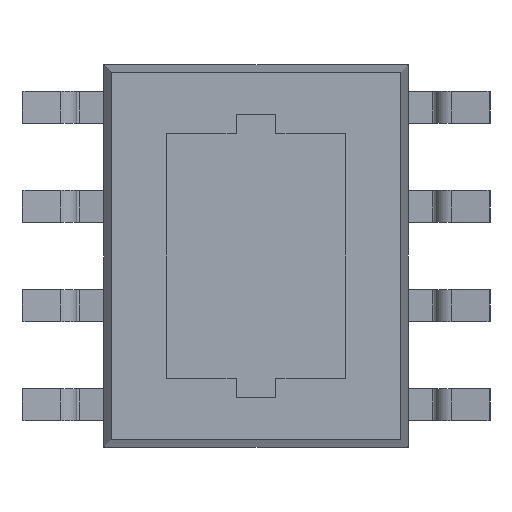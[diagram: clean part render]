
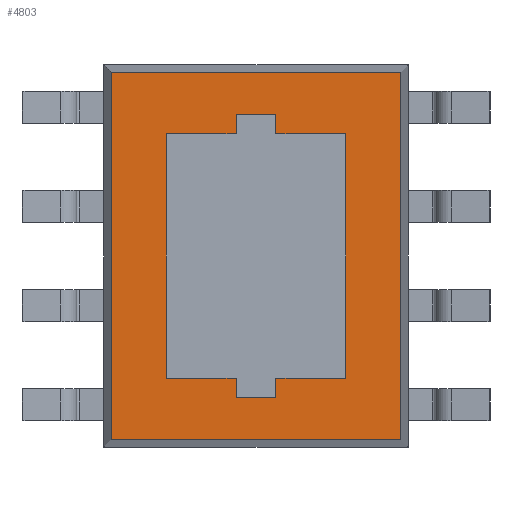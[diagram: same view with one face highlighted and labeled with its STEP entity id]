
A CAD part, front view. The second image highlights one B-rep face of the part: STEP entity #4803.
In plain terms, the highlighted planar face has unit normal (0, -1, 0).
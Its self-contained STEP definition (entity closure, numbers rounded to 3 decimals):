
#2 = EDGE_CURVE ( 'NONE', #2566, #3416, #3893, .T. ) ;
#13 = ORIENTED_EDGE ( 'NONE', *, *, #1424, .F. ) ;
#126 = DIRECTION ( 'NONE',  ( 0., 0., -1. ) ) ;
#224 = CARTESIAN_POINT ( 'NONE',  ( 1.95, 0.15, 2.353 ) ) ;
#261 = ORIENTED_EDGE ( 'NONE', *, *, #3028, .F. ) ;
#431 = CARTESIAN_POINT ( 'NONE',  ( 0.255, 0.15, -1.815 ) ) ;
#475 = VERTEX_POINT ( 'NONE', #3342 ) ;
#519 = EDGE_CURVE ( 'NONE', #1274, #475, #986, .T. ) ;
#526 = DIRECTION ( 'NONE',  ( -1., 0., 0. ) ) ;
#539 = CARTESIAN_POINT ( 'NONE',  ( 1.15, 0.15, -1.565 ) ) ;
#570 = CARTESIAN_POINT ( 'NONE',  ( -1.15, 0.15, -1.565 ) ) ;
#585 = CARTESIAN_POINT ( 'NONE',  ( -1.15, 0.15, -1.565 ) ) ;
#651 = EDGE_CURVE ( 'NONE', #2317, #2566, #3565, .T. ) ;
#684 = EDGE_CURVE ( 'NONE', #3543, #982, #1285, .T. ) ;
#685 = VECTOR ( 'NONE', #4897, 1000. ) ;
#706 = CARTESIAN_POINT ( 'NONE',  ( -0.255, 0.15, -1.565 ) ) ;
#715 = VERTEX_POINT ( 'NONE', #3100 ) ;
#806 = LINE ( 'NONE', #4669, #2007 ) ;
#816 = DIRECTION ( 'NONE',  ( 0., 0., -1. ) ) ;
#862 = EDGE_CURVE ( 'NONE', #982, #3789, #4211, .T. ) ;
#863 = DIRECTION ( 'NONE',  ( 0., 0., -1. ) ) ;
#876 = CARTESIAN_POINT ( 'NONE',  ( -1.853, 0.15, 2.353 ) ) ;
#915 = CARTESIAN_POINT ( 'NONE',  ( 0.255, 0.15, -1.815 ) ) ;
#953 = CARTESIAN_POINT ( 'NONE',  ( 0.255, 0.15, 1.565 ) ) ;
#959 = LINE ( 'NONE', #570, #1736 ) ;
#982 = VERTEX_POINT ( 'NONE', #4492 ) ;
#986 = LINE ( 'NONE', #539, #2001 ) ;
#1119 = CARTESIAN_POINT ( 'NONE',  ( 1.853, 0.15, -2.353 ) ) ;
#1132 = CARTESIAN_POINT ( 'NONE',  ( -0.255, 0.15, 1.565 ) ) ;
#1138 = VECTOR ( 'NONE', #1491, 1000. ) ;
#1149 = ORIENTED_EDGE ( 'NONE', *, *, #4633, .T. ) ;
#1258 = EDGE_CURVE ( 'NONE', #475, #2317, #4878, .T. ) ;
#1259 = ORIENTED_EDGE ( 'NONE', *, *, #4733, .T. ) ;
#1266 = LINE ( 'NONE', #2617, #1138 ) ;
#1274 = VERTEX_POINT ( 'NONE', #2350 ) ;
#1285 = LINE ( 'NONE', #3468, #2910 ) ;
#1315 = EDGE_CURVE ( 'NONE', #4389, #4449, #806, .T. ) ;
#1412 = CARTESIAN_POINT ( 'NONE',  ( -0.255, 0.15, -1.565 ) ) ;
#1424 = EDGE_CURVE ( 'NONE', #2704, #2517, #4745, .T. ) ;
#1440 = CARTESIAN_POINT ( 'NONE',  ( -1.15, 0.15, 1.565 ) ) ;
#1479 = VECTOR ( 'NONE', #3887, 1000. ) ;
#1482 = EDGE_CURVE ( 'NONE', #4075, #1274, #4525, .T. ) ;
#1491 = DIRECTION ( 'NONE',  ( 0., 0., -1. ) ) ;
#1526 = FACE_OUTER_BOUND ( 'NONE', #4383, .T. ) ;
#1604 = CARTESIAN_POINT ( 'NONE',  ( 0., 0.15, 0. ) ) ;
#1629 = DIRECTION ( 'NONE',  ( 0., 0., 1. ) ) ;
#1630 = ORIENTED_EDGE ( 'NONE', *, *, #862, .F. ) ;
#1647 = DIRECTION ( 'NONE',  ( 0., -1., 0. ) ) ;
#1671 = CARTESIAN_POINT ( 'NONE',  ( -0.255, 0.15, 1.815 ) ) ;
#1703 = EDGE_CURVE ( 'NONE', #2699, #715, #3868, .T. ) ;
#1736 = VECTOR ( 'NONE', #126, 1000. ) ;
#1804 = VECTOR ( 'NONE', #3012, 1000. ) ;
#1811 = EDGE_LOOP ( 'NONE', ( #13, #261, #4432, #2749, #3606, #4720, #4015, #3492, #1630, #4484, #2978, #3130 ) ) ;
#1870 = VERTEX_POINT ( 'NONE', #585 ) ;
#1971 = LINE ( 'NONE', #2080, #4663 ) ;
#2001 = VECTOR ( 'NONE', #2470, 1000. ) ;
#2007 = VECTOR ( 'NONE', #863, 1000. ) ;
#2073 = DIRECTION ( 'NONE',  ( 1., 0., 0. ) ) ;
#2080 = CARTESIAN_POINT ( 'NONE',  ( 0.255, 0.15, -1.565 ) ) ;
#2127 = FACE_BOUND ( 'NONE', #1811, .T. ) ;
#2317 = VERTEX_POINT ( 'NONE', #953 ) ;
#2350 = CARTESIAN_POINT ( 'NONE',  ( 1.15, 0.15, -1.565 ) ) ;
#2429 = CARTESIAN_POINT ( 'NONE',  ( 1.853, 0.15, -2.45 ) ) ;
#2470 = DIRECTION ( 'NONE',  ( 0., 0., 1. ) ) ;
#2517 = VERTEX_POINT ( 'NONE', #1440 ) ;
#2555 = VECTOR ( 'NONE', #3708, 1000. ) ;
#2566 = VERTEX_POINT ( 'NONE', #4858 ) ;
#2607 = CARTESIAN_POINT ( 'NONE',  ( -1.15, 0.15, 1.565 ) ) ;
#2617 = CARTESIAN_POINT ( 'NONE',  ( -0.255, 0.15, 1.565 ) ) ;
#2699 = VERTEX_POINT ( 'NONE', #1119 ) ;
#2704 = VERTEX_POINT ( 'NONE', #1132 ) ;
#2732 = DIRECTION ( 'NONE',  ( 0., 0., -1. ) ) ;
#2749 = ORIENTED_EDGE ( 'NONE', *, *, #651, .F. ) ;
#2786 = VECTOR ( 'NONE', #4022, 1000. ) ;
#2794 = VECTOR ( 'NONE', #4510, 1000. ) ;
#2910 = VECTOR ( 'NONE', #2732, 1000. ) ;
#2946 = CARTESIAN_POINT ( 'NONE',  ( -1.95, 0.15, -2.353 ) ) ;
#2978 = ORIENTED_EDGE ( 'NONE', *, *, #3058, .F. ) ;
#3012 = DIRECTION ( 'NONE',  ( 1., 0., 0. ) ) ;
#3028 = EDGE_CURVE ( 'NONE', #3416, #2704, #1266, .T. ) ;
#3058 = EDGE_CURVE ( 'NONE', #1870, #3543, #4497, .T. ) ;
#3100 = CARTESIAN_POINT ( 'NONE',  ( 1.853, 0.15, 2.353 ) ) ;
#3130 = ORIENTED_EDGE ( 'NONE', *, *, #3849, .F. ) ;
#3196 = ORIENTED_EDGE ( 'NONE', *, *, #1703, .T. ) ;
#3204 = VECTOR ( 'NONE', #2073, 1000. ) ;
#3342 = CARTESIAN_POINT ( 'NONE',  ( 1.15, 0.15, 1.565 ) ) ;
#3416 = VERTEX_POINT ( 'NONE', #1671 ) ;
#3438 = EDGE_CURVE ( 'NONE', #3789, #4075, #1971, .T. ) ;
#3468 = CARTESIAN_POINT ( 'NONE',  ( -0.255, 0.15, -1.815 ) ) ;
#3492 = ORIENTED_EDGE ( 'NONE', *, *, #3438, .F. ) ;
#3504 = CARTESIAN_POINT ( 'NONE',  ( 0.255, 0.15, 1.815 ) ) ;
#3507 = PLANE ( 'NONE',  #3605 ) ;
#3543 = VERTEX_POINT ( 'NONE', #1412 ) ;
#3565 = LINE ( 'NONE', #3504, #4465 ) ;
#3601 = DIRECTION ( 'NONE',  ( 0., 0., 1. ) ) ;
#3605 = AXIS2_PLACEMENT_3D ( 'NONE', #1604, #1647, #816 ) ;
#3606 = ORIENTED_EDGE ( 'NONE', *, *, #1258, .F. ) ;
#3609 = ORIENTED_EDGE ( 'NONE', *, *, #1315, .T. ) ;
#3627 = CARTESIAN_POINT ( 'NONE',  ( -1.853, 0.15, -2.353 ) ) ;
#3690 = LINE ( 'NONE', #224, #2786 ) ;
#3708 = DIRECTION ( 'NONE',  ( 1., 0., 0. ) ) ;
#3749 = CARTESIAN_POINT ( 'NONE',  ( 0.255, 0.15, -1.565 ) ) ;
#3751 = LINE ( 'NONE', #2946, #2555 ) ;
#3789 = VERTEX_POINT ( 'NONE', #431 ) ;
#3849 = EDGE_CURVE ( 'NONE', #2517, #1870, #959, .T. ) ;
#3868 = LINE ( 'NONE', #2429, #4630 ) ;
#3887 = DIRECTION ( 'NONE',  ( -1., 0., 0. ) ) ;
#3893 = LINE ( 'NONE', #4007, #4243 ) ;
#4007 = CARTESIAN_POINT ( 'NONE',  ( -0.255, 0.15, 1.815 ) ) ;
#4015 = ORIENTED_EDGE ( 'NONE', *, *, #1482, .F. ) ;
#4022 = DIRECTION ( 'NONE',  ( -1., 0., 0. ) ) ;
#4075 = VERTEX_POINT ( 'NONE', #3749 ) ;
#4131 = CARTESIAN_POINT ( 'NONE',  ( 1.15, 0.15, -1.565 ) ) ;
#4211 = LINE ( 'NONE', #915, #3204 ) ;
#4243 = VECTOR ( 'NONE', #526, 1000. ) ;
#4383 = EDGE_LOOP ( 'NONE', ( #1149, #3196, #1259, #3609 ) ) ;
#4389 = VERTEX_POINT ( 'NONE', #876 ) ;
#4432 = ORIENTED_EDGE ( 'NONE', *, *, #2, .F. ) ;
#4449 = VERTEX_POINT ( 'NONE', #3627 ) ;
#4465 = VECTOR ( 'NONE', #4640, 1000. ) ;
#4484 = ORIENTED_EDGE ( 'NONE', *, *, #684, .F. ) ;
#4492 = CARTESIAN_POINT ( 'NONE',  ( -0.255, 0.15, -1.815 ) ) ;
#4497 = LINE ( 'NONE', #706, #1804 ) ;
#4510 = DIRECTION ( 'NONE',  ( 1., 0., 0. ) ) ;
#4525 = LINE ( 'NONE', #4131, #2794 ) ;
#4626 = CARTESIAN_POINT ( 'NONE',  ( 0.255, 0.15, 1.565 ) ) ;
#4630 = VECTOR ( 'NONE', #1629, 1000. ) ;
#4633 = EDGE_CURVE ( 'NONE', #4449, #2699, #3751, .T. ) ;
#4640 = DIRECTION ( 'NONE',  ( 0., 0., 1. ) ) ;
#4663 = VECTOR ( 'NONE', #3601, 1000. ) ;
#4669 = CARTESIAN_POINT ( 'NONE',  ( -1.853, 0.15, 2.45 ) ) ;
#4720 = ORIENTED_EDGE ( 'NONE', *, *, #519, .F. ) ;
#4733 = EDGE_CURVE ( 'NONE', #715, #4389, #3690, .T. ) ;
#4745 = LINE ( 'NONE', #2607, #685 ) ;
#4803 = ADVANCED_FACE ( 'NONE', ( #2127, #1526 ), #3507, .T. ) ;
#4858 = CARTESIAN_POINT ( 'NONE',  ( 0.255, 0.15, 1.815 ) ) ;
#4878 = LINE ( 'NONE', #4626, #1479 ) ;
#4897 = DIRECTION ( 'NONE',  ( -1., 0., 0. ) ) ;
